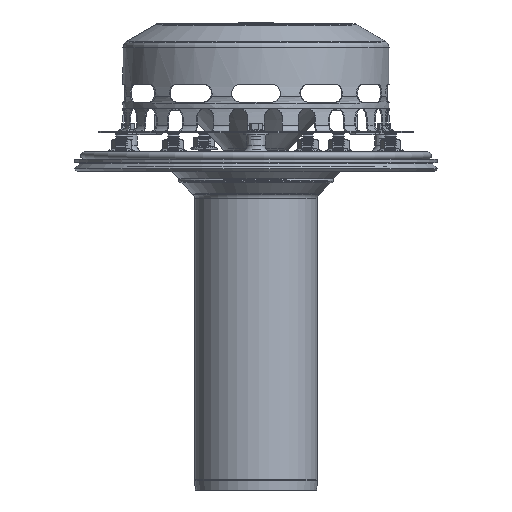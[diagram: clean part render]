
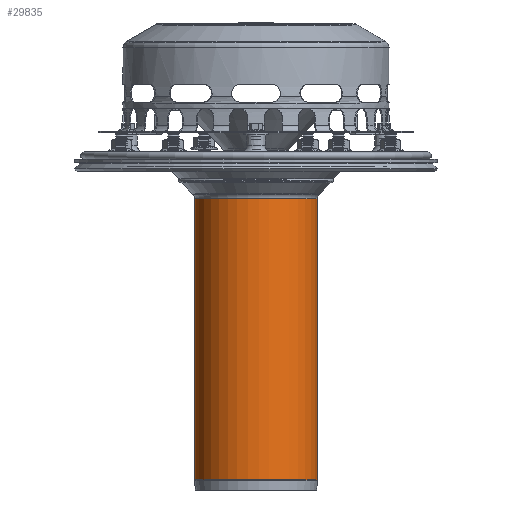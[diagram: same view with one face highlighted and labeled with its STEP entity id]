
A CAD part, left-side view. The second image highlights one B-rep face of the part: STEP entity #29835.
In plain terms, the highlighted cylindrical face has radius 508 mm (diameter 1016 mm), a full revolution.
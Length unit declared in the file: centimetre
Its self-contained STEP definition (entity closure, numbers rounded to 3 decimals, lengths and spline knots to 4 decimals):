
#1093=CYLINDRICAL_SURFACE('',#31859,50.8);
#2715=FACE_OUTER_BOUND('',#4657,.T.);
#4657=EDGE_LOOP('',(#19808,#19809,#19810,#19811,#19812,#19813));
#6771=LINE('',#45315,#8510);
#8510=VECTOR('',#35799,50.8);
#10262=CIRCLE('',#31856,50.8);
#10263=CIRCLE('',#31857,50.8);
#10265=CIRCLE('',#31860,50.8);
#10266=CIRCLE('',#31861,50.8);
#12200=VERTEX_POINT('',#45307);
#12201=VERTEX_POINT('',#45309);
#12202=VERTEX_POINT('',#45314);
#12203=VERTEX_POINT('',#45316);
#15061=EDGE_CURVE('',#12200,#12201,#10262,.T.);
#15062=EDGE_CURVE('',#12201,#12200,#10263,.T.);
#15064=EDGE_CURVE('',#12201,#12202,#6771,.T.);
#15065=EDGE_CURVE('',#12202,#12203,#10265,.T.);
#15066=EDGE_CURVE('',#12203,#12202,#10266,.T.);
#19808=ORIENTED_EDGE('',*,*,#15061,.F.);
#19809=ORIENTED_EDGE('',*,*,#15062,.F.);
#19810=ORIENTED_EDGE('',*,*,#15064,.T.);
#19811=ORIENTED_EDGE('',*,*,#15065,.T.);
#19812=ORIENTED_EDGE('',*,*,#15066,.T.);
#19813=ORIENTED_EDGE('',*,*,#15064,.F.);
#29835=ADVANCED_FACE('',(#2715),#1093,.T.);
#31856=AXIS2_PLACEMENT_3D('',#45310,#35791,#35792);
#31857=AXIS2_PLACEMENT_3D('',#45311,#35793,#35794);
#31859=AXIS2_PLACEMENT_3D('',#45313,#35797,#35798);
#31860=AXIS2_PLACEMENT_3D('',#45317,#35800,#35801);
#31861=AXIS2_PLACEMENT_3D('',#45318,#35802,#35803);
#35791=DIRECTION('center_axis',(0.,0.,
-1.));
#35792=DIRECTION('ref_axis',(-0.924,-0.383,0.));
#35793=DIRECTION('center_axis',(0.,0.,
-1.));
#35794=DIRECTION('ref_axis',(-0.924,-0.383,0.));
#35797=DIRECTION('center_axis',(0.,0.,
-1.));
#35798=DIRECTION('ref_axis',(0.924,0.383,0.));
#35799=DIRECTION('',(0.,0.,1.));
#35800=DIRECTION('center_axis',(0.,0.,
-1.));
#35801=DIRECTION('ref_axis',(-0.924,-0.383,0.));
#35802=DIRECTION('center_axis',(0.,0.,
-1.));
#35803=DIRECTION('ref_axis',(-0.924,-0.383,0.));
#45307=CARTESIAN_POINT('',(-19.4403,46.9331,8.4148));
#45309=CARTESIAN_POINT('',(-46.9331,-19.4403,8.4148));
#45310=CARTESIAN_POINT('Origin',(0.,0.,8.4148));
#45311=CARTESIAN_POINT('Origin',(0.,0.,8.4148));
#45313=CARTESIAN_POINT('Origin',(0.,0.,124.2837));
#45314=CARTESIAN_POINT('',(-46.9331,-19.4403,240.5674));
#45315=CARTESIAN_POINT('',(-46.9331,-19.4403,124.2837));
#45316=CARTESIAN_POINT('',(-19.4403,46.9331,240.5674));
#45317=CARTESIAN_POINT('Origin',(0.,0.,240.5674));
#45318=CARTESIAN_POINT('Origin',(0.,0.,240.5674));
